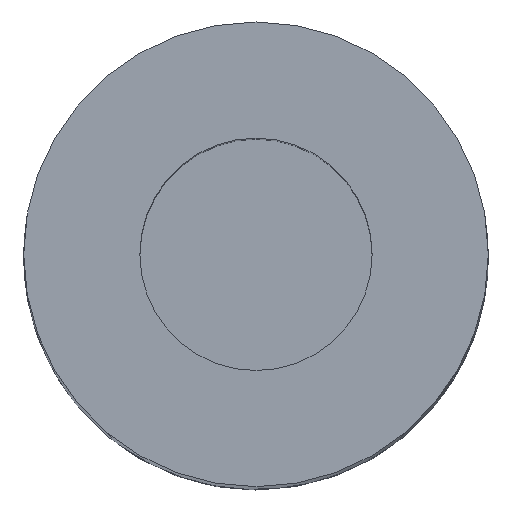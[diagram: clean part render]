
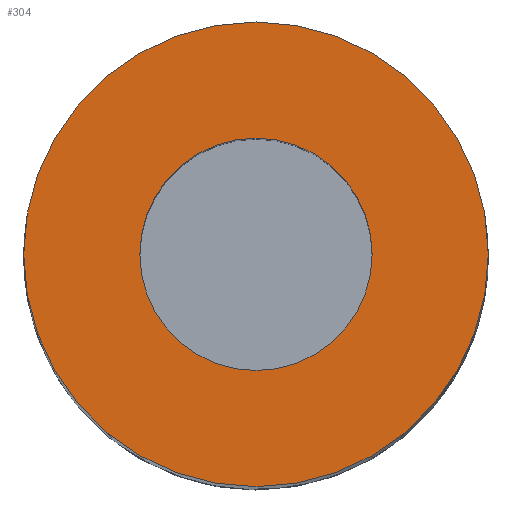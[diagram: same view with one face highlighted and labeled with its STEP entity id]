
A CAD part, top view. The second image highlights one B-rep face of the part: STEP entity #304.
In plain terms, the highlighted planar face has unit normal (0, 0, 1).
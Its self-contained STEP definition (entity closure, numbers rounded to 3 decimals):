
#8 = EDGE_CURVE ( 'NONE', #329, #124, #53, .T. ) ;
#39 = PLANE ( 'NONE',  #584 ) ;
#53 = CIRCLE ( 'NONE', #308, 8. ) ;
#67 = CIRCLE ( 'NONE', #231, 4. ) ;
#76 = DIRECTION ( 'NONE',  ( 0., 0., 1. ) ) ;
#87 = DIRECTION ( 'NONE',  ( 1., 0., 0. ) ) ;
#91 = VERTEX_POINT ( 'NONE', #632 ) ;
#98 = CARTESIAN_POINT ( 'NONE',  ( 8., 0., 65. ) ) ;
#100 = EDGE_CURVE ( 'NONE', #124, #329, #150, .T. ) ;
#110 = DIRECTION ( 'NONE',  ( 1., 0., 0. ) ) ;
#124 = VERTEX_POINT ( 'NONE', #493 ) ;
#150 = CIRCLE ( 'NONE', #331, 8. ) ;
#157 = FACE_BOUND ( 'NONE', #377, .T. ) ;
#162 = DIRECTION ( 'NONE',  ( 0., 0., 1. ) ) ;
#170 = DIRECTION ( 'NONE',  ( 0., 0., 1. ) ) ;
#205 = CARTESIAN_POINT ( 'NONE',  ( 0., 0., 65. ) ) ;
#231 = AXIS2_PLACEMENT_3D ( 'NONE', #205, #333, #679 ) ;
#274 = CARTESIAN_POINT ( 'NONE',  ( 0., 0., 65. ) ) ;
#282 = ORIENTED_EDGE ( 'NONE', *, *, #100, .T. ) ;
#304 = ADVANCED_FACE ( 'NONE', ( #157, #386 ), #39, .T. ) ;
#308 = AXIS2_PLACEMENT_3D ( 'NONE', #402, #170, #110 ) ;
#329 = VERTEX_POINT ( 'NONE', #98 ) ;
#331 = AXIS2_PLACEMENT_3D ( 'NONE', #640, #162, #87 ) ;
#333 = DIRECTION ( 'NONE',  ( 0., 0., 1. ) ) ;
#342 = AXIS2_PLACEMENT_3D ( 'NONE', #514, #76, #411 ) ;
#377 = EDGE_LOOP ( 'NONE', ( #582, #676 ) ) ;
#386 = FACE_OUTER_BOUND ( 'NONE', #392, .T. ) ;
#389 = DIRECTION ( 'NONE',  ( 0., 0., 1. ) ) ;
#392 = EDGE_LOOP ( 'NONE', ( #282, #559 ) ) ;
#402 = CARTESIAN_POINT ( 'NONE',  ( 0., 0., 65. ) ) ;
#408 = EDGE_CURVE ( 'NONE', #91, #540, #585, .T. ) ;
#411 = DIRECTION ( 'NONE',  ( 1., 0., 0. ) ) ;
#424 = CARTESIAN_POINT ( 'NONE',  ( 4., 0., 65. ) ) ;
#451 = EDGE_CURVE ( 'NONE', #540, #91, #67, .T. ) ;
#493 = CARTESIAN_POINT ( 'NONE',  ( -8., 0., 65. ) ) ;
#514 = CARTESIAN_POINT ( 'NONE',  ( 0., 0., 65. ) ) ;
#540 = VERTEX_POINT ( 'NONE', #424 ) ;
#559 = ORIENTED_EDGE ( 'NONE', *, *, #8, .T. ) ;
#582 = ORIENTED_EDGE ( 'NONE', *, *, #451, .F. ) ;
#584 = AXIS2_PLACEMENT_3D ( 'NONE', #274, #389, #626 ) ;
#585 = CIRCLE ( 'NONE', #342, 4. ) ;
#626 = DIRECTION ( 'NONE',  ( 1., 0., 0. ) ) ;
#632 = CARTESIAN_POINT ( 'NONE',  ( -4., 0., 65. ) ) ;
#640 = CARTESIAN_POINT ( 'NONE',  ( 0., 0., 65. ) ) ;
#676 = ORIENTED_EDGE ( 'NONE', *, *, #408, .F. ) ;
#679 = DIRECTION ( 'NONE',  ( 1., 0., 0. ) ) ;
